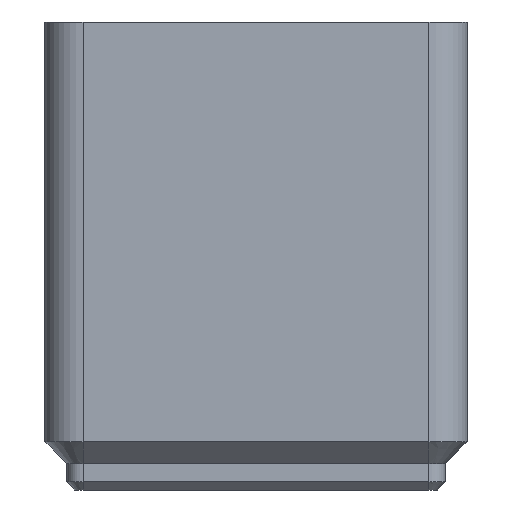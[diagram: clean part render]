
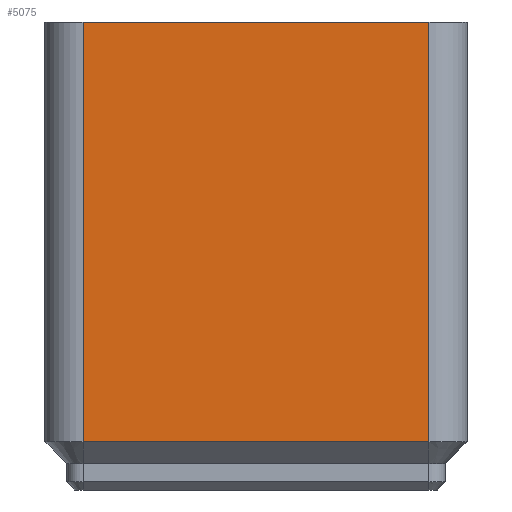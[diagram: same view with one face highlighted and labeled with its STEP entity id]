
A CAD part, front view. The second image highlights one B-rep face of the part: STEP entity #5075.
In plain terms, the highlighted planar face has unit normal (0, -1, 0).
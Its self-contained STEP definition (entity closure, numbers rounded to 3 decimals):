
#69 = VERTEX_POINT('',#70);
#70 = CARTESIAN_POINT('',(-17.,-20.75,-37.25));
#1297 = VERTEX_POINT('',#1298);
#1298 = CARTESIAN_POINT('',(17.,-20.75,-37.25));
#1303 = EDGE_CURVE('',#1297,#69,#1304,.T.);
#1304 = LINE('',#1305,#1306);
#1305 = CARTESIAN_POINT('',(17.,-20.75,-37.25));
#1306 = VECTOR('',#1307,1.);
#1307 = DIRECTION('',(-1.,0.,0.));
#3460 = VERTEX_POINT('',#3461);
#3461 = CARTESIAN_POINT('',(-17.,-20.75,4.));
#3468 = EDGE_CURVE('',#3460,#3469,#3471,.T.);
#3469 = VERTEX_POINT('',#3470);
#3470 = CARTESIAN_POINT('',(17.,-20.75,4.));
#3471 = LINE('',#3472,#3473);
#3472 = CARTESIAN_POINT('',(17.,-20.75,4.));
#3473 = VECTOR('',#3474,1.);
#3474 = DIRECTION('',(1.,0.,0.));
#5075 = ADVANCED_FACE('',(#5076),#5092,.T.);
#5076 = FACE_BOUND('',#5077,.T.);
#5077 = EDGE_LOOP('',(#5078,#5084,#5085,#5091));
#5078 = ORIENTED_EDGE('',*,*,#5079,.F.);
#5079 = EDGE_CURVE('',#69,#3460,#5080,.T.);
#5080 = LINE('',#5081,#5082);
#5081 = CARTESIAN_POINT('',(-17.,-20.75,0.));
#5082 = VECTOR('',#5083,1.);
#5083 = DIRECTION('',(0.,0.,1.));
#5084 = ORIENTED_EDGE('',*,*,#1303,.F.);
#5085 = ORIENTED_EDGE('',*,*,#5086,.T.);
#5086 = EDGE_CURVE('',#1297,#3469,#5087,.T.);
#5087 = LINE('',#5088,#5089);
#5088 = CARTESIAN_POINT('',(17.,-20.75,-37.25));
#5089 = VECTOR('',#5090,1.);
#5090 = DIRECTION('',(0.,0.,1.));
#5091 = ORIENTED_EDGE('',*,*,#3468,.F.);
#5092 = PLANE('',#5093);
#5093 = AXIS2_PLACEMENT_3D('',#5094,#5095,#5096);
#5094 = CARTESIAN_POINT('',(0.,-20.75,-16.625));
#5095 = DIRECTION('',(-0.,-1.,-0.));
#5096 = DIRECTION('',(0.,0.,-1.));
